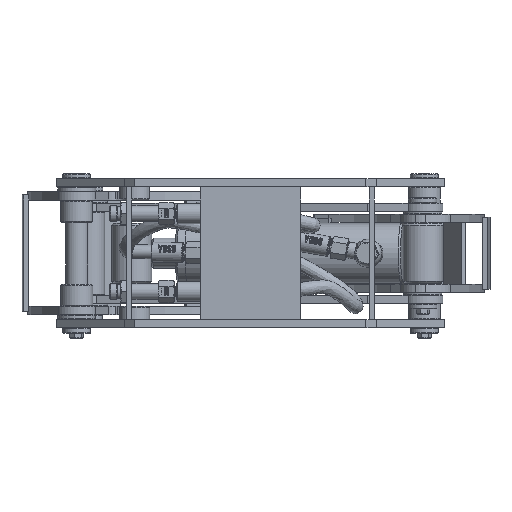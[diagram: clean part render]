
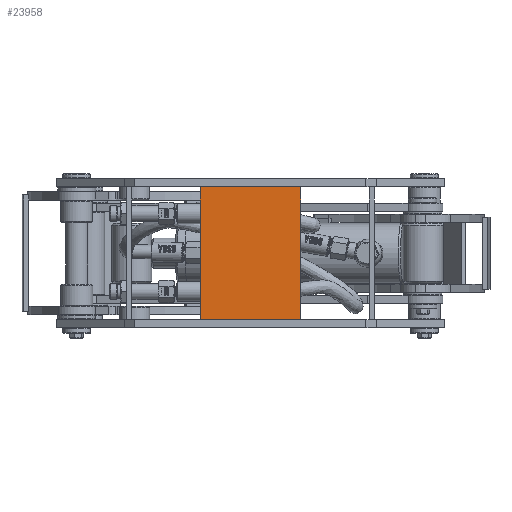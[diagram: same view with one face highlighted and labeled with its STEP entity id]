
A CAD part, left-side view. The second image highlights one B-rep face of the part: STEP entity #23958.
In plain terms, the highlighted planar face has unit normal (-1, 0, 0).
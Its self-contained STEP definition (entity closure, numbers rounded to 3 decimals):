
#23932 = VERTEX_POINT('',#23933);
#23933 = CARTESIAN_POINT('',(-217.232,50.041,-136.));
#23939 = EDGE_CURVE('',#23932,#23940,#23942,.T.);
#23940 = VERTEX_POINT('',#23941);
#23941 = CARTESIAN_POINT('',(-217.232,50.041,4.));
#23942 = LINE('',#23943,#23944);
#23943 = CARTESIAN_POINT('',(-217.232,50.041,-136.));
#23944 = VECTOR('',#23945,1.);
#23945 = DIRECTION('',(0.,0.,1.));
#23958 = ADVANCED_FACE('',(#23959),#23984,.T.);
#23959 = FACE_BOUND('',#23960,.T.);
#23960 = EDGE_LOOP('',(#23961,#23969,#23977,#23983));
#23961 = ORIENTED_EDGE('',*,*,#23962,.T.);
#23962 = EDGE_CURVE('',#23932,#23963,#23965,.T.);
#23963 = VERTEX_POINT('',#23964);
#23964 = CARTESIAN_POINT('',(-217.232,-49.959,-136.));
#23965 = LINE('',#23966,#23967);
#23966 = CARTESIAN_POINT('',(-217.232,50.041,-136.));
#23967 = VECTOR('',#23968,1.);
#23968 = DIRECTION('',(0.,-1.,0.));
#23969 = ORIENTED_EDGE('',*,*,#23970,.T.);
#23970 = EDGE_CURVE('',#23963,#23971,#23973,.T.);
#23971 = VERTEX_POINT('',#23972);
#23972 = CARTESIAN_POINT('',(-217.232,-49.959,4.));
#23973 = LINE('',#23974,#23975);
#23974 = CARTESIAN_POINT('',(-217.232,-49.959,-136.));
#23975 = VECTOR('',#23976,1.);
#23976 = DIRECTION('',(0.,0.,1.));
#23977 = ORIENTED_EDGE('',*,*,#23978,.F.);
#23978 = EDGE_CURVE('',#23940,#23971,#23979,.T.);
#23979 = LINE('',#23980,#23981);
#23980 = CARTESIAN_POINT('',(-217.232,50.041,4.));
#23981 = VECTOR('',#23982,1.);
#23982 = DIRECTION('',(0.,-1.,0.));
#23983 = ORIENTED_EDGE('',*,*,#23939,.F.);
#23984 = PLANE('',#23985);
#23985 = AXIS2_PLACEMENT_3D('',#23986,#23987,#23988);
#23986 = CARTESIAN_POINT('',(-217.232,50.041,-136.));
#23987 = DIRECTION('',(-1.,0.,0.));
#23988 = DIRECTION('',(0.,-1.,0.));
